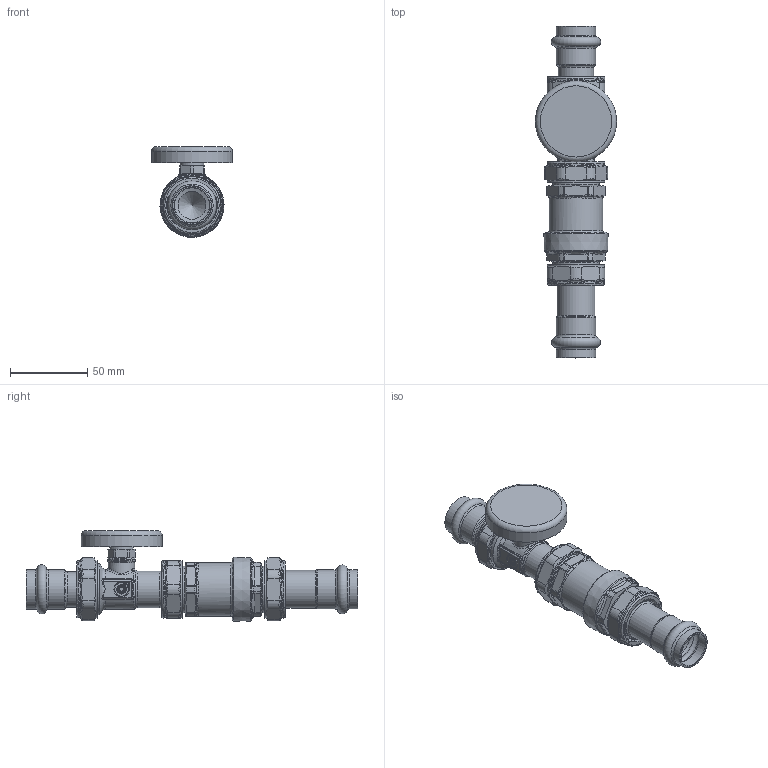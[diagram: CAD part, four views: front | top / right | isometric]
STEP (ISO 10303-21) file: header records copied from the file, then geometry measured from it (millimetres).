
FILE_DESCRIPTION(/* description */ (''),/* implementation_level */ '2;1');
FILE_NAME(/* name */ '127157AFC_Simplify_1.stp',/* time_stamp */ '2025-07-24T14:02:23-05:00',/* author */ ('ischreiner'),/* organization */ (''),/* preprocessor_version */ 'ST-DEVELOPER v20',/* originating_system */ 'Autodesk Inventor 2025',/* authorisation */ '');
FILE_SCHEMA (('AUTOMOTIVE_DESIGN { 1 0 10303 214 3 1 1 }'));
Length unit declared in the file: inch
Products named in the file (1): 127157AFC_Simplify_1
Bounding box: 52.32 x 214.18 x 58.6 mm (x, y, z)
Volume: 111735.3 mm3; surface area: 56456.7 mm2
Topology: 6 solids, 6 shells, 942 faces, 2206 edges, 1223 vertices
Faces by surface type: cylinder 256, bspline 247, plane 145, torus 128, cone 120, sphere 46
Full cylindrical faces by diameter (mm): 15.24 x1, 15.875 x1, 17 x1, 18 x1, 18.009 x1, 19.05 x1, 20.091 x2, 20.625 x1, 21 x2, 22.352 x2, 22.504 x2, 22.86 x1, 23.5 x1, 24 x1, 24.1 x2, 24.384 x1, 25 x2, 25.298 x2, 25.4 x2, 27.686 x2, 28.3 x2, 28.5 x1, 28.6 x1, 29.515 x1, 29.527 x1, 29.6 x1, 30 x4, 30.2 x1, 30.4 x1, 30.5 x3
Entity records: 40514 total; most frequent: CARTESIAN_POINT 19634, ORIENTED_EDGE 4254, DIRECTION 4043, EDGE_CURVE 2127, AXIS2_PLACEMENT_3D 1763, VERTEX_POINT 1223, EDGE_LOOP 982, STYLED_ITEM 948
